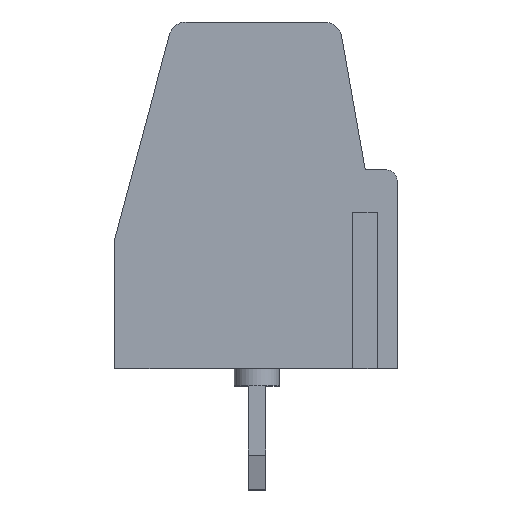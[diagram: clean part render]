
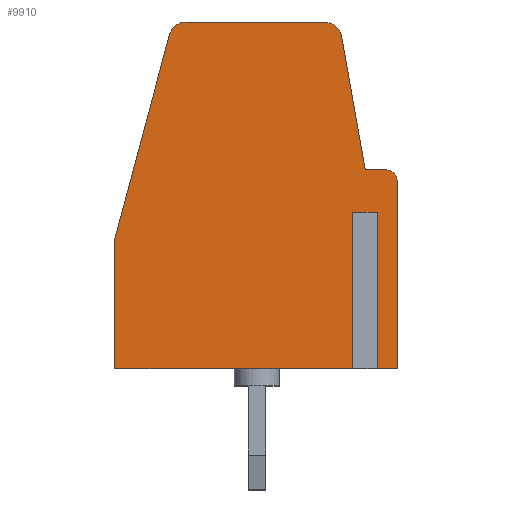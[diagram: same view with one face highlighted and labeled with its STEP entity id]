
A CAD part, top view. The second image highlights one B-rep face of the part: STEP entity #9910.
In plain terms, the highlighted face is planar.
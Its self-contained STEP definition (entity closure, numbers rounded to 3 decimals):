
#8730=CARTESIAN_POINT('',(0.,0.,
   -7.5));
#8740=DIRECTION('',(0.,0.,
   1.));
#8750=DIRECTION('',(1.,0.,
   0.));
#8760=AXIS2_PLACEMENT_3D('',#8730,#8740,#8750);
#8770=PLANE('',#8760);
#8780=CARTESIAN_POINT('',(-33.813,25.009
   ,-7.5));
#8790=DIRECTION('',(0.,0.,
   1.));
#8800=DIRECTION('',(1.,0.,
   0.));
#8810=AXIS2_PLACEMENT_3D('',#8780,#8790,#8800);
#8820=CIRCLE('',#8810,0.5);
#8830=CARTESIAN_POINT('',(-33.33,25.138
   ,-7.5));
#8840=VERTEX_POINT('',#8830);
#8850=CARTESIAN_POINT('',(-33.813,25.509
   ,-7.5));
#8860=VERTEX_POINT('',#8850);
#8870=EDGE_CURVE('',#8840,#8860,#8820,.T.);
#8880=ORIENTED_EDGE('',*,*,#8870,.F.);
#8890=CARTESIAN_POINT('',(0.,25.509,
   -7.5));
#8900=DIRECTION('',(1.,0.,
   0.));
#8910=VECTOR('',#8900,1.);
#8920=LINE('',#8890,#8910);
#8930=CARTESIAN_POINT('',(-37.809,25.509
   ,-7.5));
#8940=VERTEX_POINT('',#8930);
#8950=EDGE_CURVE('',#8940,#8860,#8920,.T.);
#8960=ORIENTED_EDGE('',*,*,#8950,.T.);
#8970=CARTESIAN_POINT('',(-37.809,25.009
   ,-7.5));
#8980=DIRECTION('',(0.,0.,
   1.));
#8990=DIRECTION('',(1.,0.,
   0.));
#9000=AXIS2_PLACEMENT_3D('',#8970,#8980,#8990);
#9010=CIRCLE('',#9000,0.5);
#9020=CARTESIAN_POINT('',(-38.302,25.096
   ,-7.5));
#9030=VERTEX_POINT('',#9020);
#9040=EDGE_CURVE('',#8940,#9030,#9010,.T.);
#9050=ORIENTED_EDGE('',*,*,#9040,.F.);
#9060=CARTESIAN_POINT('',(-42.727,0.
   ,-7.5));
#9070=DIRECTION('',(0.174,0.985,
   0.));
#9080=VECTOR('',#9070,1.);
#9090=LINE('',#9060,#9080);
#9100=CARTESIAN_POINT('',(-38.982,21.239
   ,-7.5));
#9110=VERTEX_POINT('',#9100);
#9120=EDGE_CURVE('',#9110,#9030,#9090,.T.);
#9130=ORIENTED_EDGE('',*,*,#9120,.T.);
#9140=CARTESIAN_POINT('',(0.,21.239,
   -7.5));
#9150=DIRECTION('',(1.,0.,
   0.));
#9160=VECTOR('',#9150,1.);
#9170=LINE('',#9140,#9160);
#9180=CARTESIAN_POINT('',(-39.604,21.239
   ,-7.5));
#9190=VERTEX_POINT('',#9180);
#9200=EDGE_CURVE('',#9190,#9110,#9170,.T.);
#9210=ORIENTED_EDGE('',*,*,#9200,.T.);
#9220=CARTESIAN_POINT('',(-39.604,20.939
   ,-7.5));
#9230=DIRECTION('',(0.,0.,
   1.));
#9240=DIRECTION('',(1.,0.,
   0.));
#9250=AXIS2_PLACEMENT_3D('',#9220,#9230,#9240);
#9260=CIRCLE('',#9250,0.3);
#9270=CARTESIAN_POINT('',(-39.904,20.939
   ,-7.5));
#9280=VERTEX_POINT('',#9270);
#9290=EDGE_CURVE('',#9190,#9280,#9260,.T.);
#9300=ORIENTED_EDGE('',*,*,#9290,.F.);
#9310=CARTESIAN_POINT('',(-39.904,0.
   ,-7.5));
#9320=DIRECTION('',(0.,1.,
   0.));
#9330=VECTOR('',#9320,1.);
#9340=LINE('',#9310,#9330);
#9350=CARTESIAN_POINT('',(-39.904,15.509
   ,-7.5));
#9360=VERTEX_POINT('',#9350);
#9370=EDGE_CURVE('',#9360,#9280,#9340,.T.);
#9380=ORIENTED_EDGE('',*,*,#9370,.T.);
#9390=CARTESIAN_POINT('',(0.,15.509,
   -7.5));
#9400=DIRECTION('',(-1.,0.,
   0.));
#9410=VECTOR('',#9400,1.);
#9420=LINE('',#9390,#9410);
#9430=CARTESIAN_POINT('',(-39.181,15.509
   ,-7.5));
#9440=VERTEX_POINT('',#9430);
#9450=EDGE_CURVE('',#9440,#9360,#9420,.T.);
#9460=ORIENTED_EDGE('',*,*,#9450,.T.);
#9470=CARTESIAN_POINT('',(-39.181,0.
   ,-7.5));
#9480=DIRECTION('',(0.,1.,
   0.));
#9490=VECTOR('',#9480,1.);
#9500=LINE('',#9470,#9490);
#9510=CARTESIAN_POINT('',(-39.181,20.009
   ,-7.5));
#9520=VERTEX_POINT('',#9510);
#9530=EDGE_CURVE('',#9440,#9520,#9500,.T.);
#9540=ORIENTED_EDGE('',*,*,#9530,.F.);
#9550=CARTESIAN_POINT('',(0.,20.009,
   -7.5));
#9560=DIRECTION('',(-1.,0.,
   0.));
#9570=VECTOR('',#9560,1.);
#9580=LINE('',#9550,#9570);
#9590=CARTESIAN_POINT('',(-38.767,20.009
   ,-7.5));
#9600=VERTEX_POINT('',#9590);
#9610=EDGE_CURVE('',#9600,#9520,#9580,.T.);
#9620=ORIENTED_EDGE('',*,*,#9610,.T.);
#9630=CARTESIAN_POINT('',(-38.767,0.
   ,-7.5));
#9640=DIRECTION('',(0.,-1.,
   0.));
#9650=VECTOR('',#9640,1.);
#9660=LINE('',#9630,#9650);
#9670=CARTESIAN_POINT('',(-38.767,15.509
   ,-7.5));
#9680=VERTEX_POINT('',#9670);
#9690=EDGE_CURVE('',#9600,#9680,#9660,.T.);
#9700=ORIENTED_EDGE('',*,*,#9690,.F.);
#9710=CARTESIAN_POINT('',(-31.754,15.509
   ,-7.5));
#9720=VERTEX_POINT('',#9710);
#9730=EDGE_CURVE('',#9720,#9680,#9420,.T.);
#9740=ORIENTED_EDGE('',*,*,#9730,.T.);
#9750=CARTESIAN_POINT('',(-31.754,0.
   ,-7.5));
#9760=DIRECTION('',(0.,-1.,
   0.));
#9770=VECTOR('',#9760,1.);
#9780=LINE('',#9750,#9770);
#9790=CARTESIAN_POINT('',(-31.754,19.258
   ,-7.5));
#9800=VERTEX_POINT('',#9790);
#9810=EDGE_CURVE('',#9800,#9720,#9780,.T.);
#9820=ORIENTED_EDGE('',*,*,#9810,.T.);
#9830=CARTESIAN_POINT('',(-26.594,0.
   ,-7.5));
#9840=DIRECTION('',(-0.259,0.966,
   0.));
#9850=VECTOR('',#9840,1.);
#9860=LINE('',#9830,#9850);
#9870=EDGE_CURVE('',#9800,#8840,#9860,.T.);
#9880=ORIENTED_EDGE('',*,*,#9870,.F.);
#9890=EDGE_LOOP('',(#9880,#9820,#9740,#9700,#9620,#9540,#9460,#9380,
   #9300,#9210,#9130,#9050,#8960,#8880));
#9900=FACE_OUTER_BOUND('',#9890,.T.);
#9910=ADVANCED_FACE('',(#9900),#8770,.F.);
